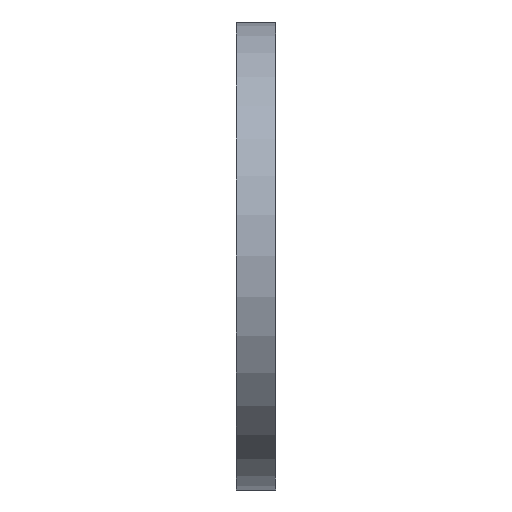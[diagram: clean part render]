
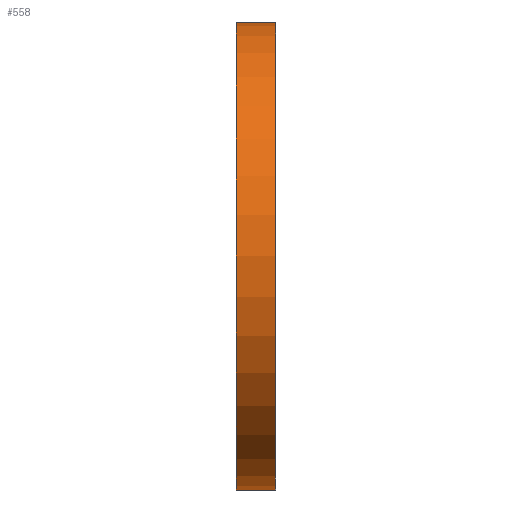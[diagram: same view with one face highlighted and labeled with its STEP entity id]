
A CAD part, left-side view. The second image highlights one B-rep face of the part: STEP entity #558.
In plain terms, the highlighted cylindrical face has radius 30 mm (diameter 60 mm), a partial arc.
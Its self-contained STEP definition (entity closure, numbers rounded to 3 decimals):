
#26 = AXIS2_PLACEMENT_3D ( 'NONE', #1012, #1102, #684 ) ;
#28 = CARTESIAN_POINT ( 'NONE',  ( -95., 5., 30. ) ) ;
#45 = CARTESIAN_POINT ( 'NONE',  ( -95., 5., -30. ) ) ;
#140 = ORIENTED_EDGE ( 'NONE', *, *, #417, .F. ) ;
#216 = CYLINDRICAL_SURFACE ( 'NONE', #902, 30. ) ;
#229 = ORIENTED_EDGE ( 'NONE', *, *, #382, .T. ) ;
#243 = EDGE_CURVE ( 'NONE', #810, #271, #574, .T. ) ;
#271 = VERTEX_POINT ( 'NONE', #28 ) ;
#281 = VERTEX_POINT ( 'NONE', #892 ) ;
#342 = CARTESIAN_POINT ( 'NONE',  ( -95., 5., 0. ) ) ;
#351 = CIRCLE ( 'NONE', #26, 30. ) ;
#363 = LINE ( 'NONE', #934, #683 ) ;
#382 = EDGE_CURVE ( 'NONE', #281, #1109, #351, .T. ) ;
#417 = EDGE_CURVE ( 'NONE', #271, #1109, #363, .T. ) ;
#425 = DIRECTION ( 'NONE',  ( 0., 0., -1. ) ) ;
#432 = DIRECTION ( 'NONE',  ( 0., -1., 0. ) ) ;
#558 = ADVANCED_FACE ( 'NONE', ( #977 ), #216, .T. ) ;
#559 = DIRECTION ( 'NONE',  ( 0., 1., 0. ) ) ;
#574 = CIRCLE ( 'NONE', #741, 30. ) ;
#600 = DIRECTION ( 'NONE',  ( 0., -1., 0. ) ) ;
#620 = ORIENTED_EDGE ( 'NONE', *, *, #243, .F. ) ;
#683 = VECTOR ( 'NONE', #600, 1000. ) ;
#684 = DIRECTION ( 'NONE',  ( 0., 0., 1. ) ) ;
#696 = LINE ( 'NONE', #1044, #889 ) ;
#741 = AXIS2_PLACEMENT_3D ( 'NONE', #808, #559, #979 ) ;
#808 = CARTESIAN_POINT ( 'NONE',  ( -95., 5., 0. ) ) ;
#810 = VERTEX_POINT ( 'NONE', #45 ) ;
#819 = EDGE_LOOP ( 'NONE', ( #229, #140, #620, #980 ) ) ;
#889 = VECTOR ( 'NONE', #432, 1000. ) ;
#892 = CARTESIAN_POINT ( 'NONE',  ( -95., 0., -30. ) ) ;
#902 = AXIS2_PLACEMENT_3D ( 'NONE', #342, #1113, #425 ) ;
#934 = CARTESIAN_POINT ( 'NONE',  ( -95., 5., 30. ) ) ;
#977 = FACE_OUTER_BOUND ( 'NONE', #819, .T. ) ;
#979 = DIRECTION ( 'NONE',  ( 0., 0., 1. ) ) ;
#980 = ORIENTED_EDGE ( 'NONE', *, *, #1086, .T. ) ;
#1012 = CARTESIAN_POINT ( 'NONE',  ( -95., 0., 0. ) ) ;
#1039 = CARTESIAN_POINT ( 'NONE',  ( -95., 0., 30. ) ) ;
#1044 = CARTESIAN_POINT ( 'NONE',  ( -95., 5., -30. ) ) ;
#1086 = EDGE_CURVE ( 'NONE', #810, #281, #696, .T. ) ;
#1102 = DIRECTION ( 'NONE',  ( 0., 1., 0. ) ) ;
#1109 = VERTEX_POINT ( 'NONE', #1039 ) ;
#1113 = DIRECTION ( 'NONE',  ( 0., -1., 0. ) ) ;
